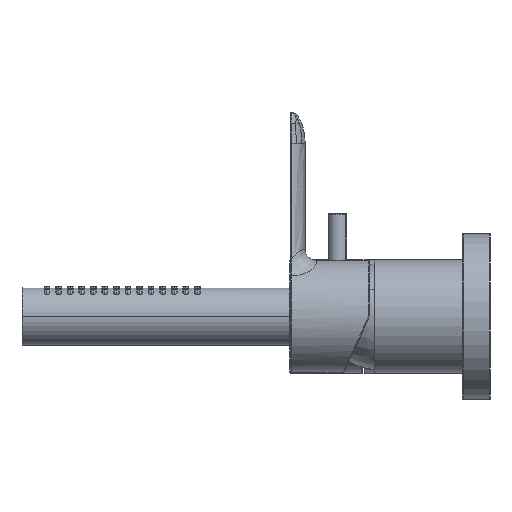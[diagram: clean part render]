
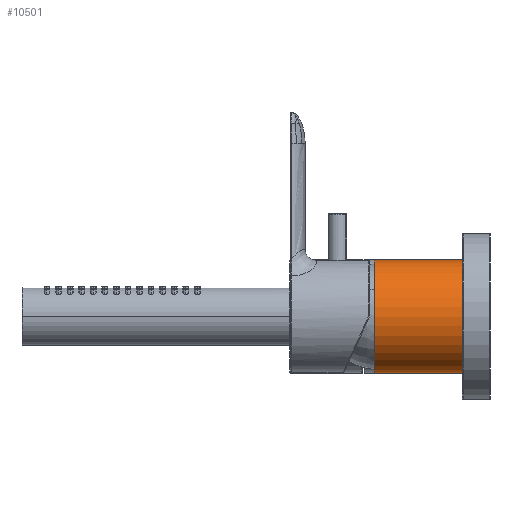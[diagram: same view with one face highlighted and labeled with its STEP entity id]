
A CAD part, left-side view. The second image highlights one B-rep face of the part: STEP entity #10501.
In plain terms, the highlighted cylindrical face has radius 24.5 mm (diameter 49 mm), a partial arc.
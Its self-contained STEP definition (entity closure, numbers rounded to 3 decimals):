
#622 = ORIENTED_EDGE ( 'NONE', *, *, #12283, .F. ) ;
#1034 = AXIS2_PLACEMENT_3D ( 'NONE', #11025, #5153, #12026 ) ;
#1705 = CARTESIAN_POINT ( 'NONE',  ( -180., 2.269, 0. ) ) ;
#2038 = ORIENTED_EDGE ( 'NONE', *, *, #3341, .T. ) ;
#2663 = DIRECTION ( 'NONE',  ( -1., 0., 0. ) ) ;
#3047 = CIRCLE ( 'NONE', #12652, 24.5 ) ;
#3341 = EDGE_CURVE ( 'NONE', #12653, #11901, #9104, .T. ) ;
#4000 = CYLINDRICAL_SURFACE ( 'NONE', #7326, 24.5 ) ;
#4258 = FACE_OUTER_BOUND ( 'NONE', #7897, .T. ) ;
#5153 = DIRECTION ( 'NONE',  ( 0., -1., 0. ) ) ;
#5261 = CIRCLE ( 'NONE', #1034, 24.5 ) ;
#5688 = DIRECTION ( 'NONE',  ( 0., 0., 1. ) ) ;
#5852 = CARTESIAN_POINT ( 'NONE',  ( -180., 26.019, -24.5 ) ) ;
#5966 = EDGE_CURVE ( 'NONE', #8203, #11901, #3047, .T. ) ;
#5996 = DIRECTION ( 'NONE',  ( 0., -1., 0. ) ) ;
#6690 = DIRECTION ( 'NONE',  ( 0., -1., 0. ) ) ;
#6946 = CARTESIAN_POINT ( 'NONE',  ( -180., 26.019, 24.5 ) ) ;
#7326 = AXIS2_PLACEMENT_3D ( 'NONE', #7666, #6690, #5688 ) ;
#7394 = VERTEX_POINT ( 'NONE', #9564 ) ;
#7408 = CARTESIAN_POINT ( 'NONE',  ( -180., 2.269, -24.5 ) ) ;
#7666 = CARTESIAN_POINT ( 'NONE',  ( -180., 26.019, 0. ) ) ;
#7897 = EDGE_LOOP ( 'NONE', ( #8248, #2038, #8027, #622 ) ) ;
#8027 = ORIENTED_EDGE ( 'NONE', *, *, #5966, .F. ) ;
#8203 = VERTEX_POINT ( 'NONE', #8974 ) ;
#8248 = ORIENTED_EDGE ( 'NONE', *, *, #12362, .T. ) ;
#8607 = DIRECTION ( 'NONE',  ( 0., -1., 0. ) ) ;
#8974 = CARTESIAN_POINT ( 'NONE',  ( -180., 2.269, 24.5 ) ) ;
#9077 = VECTOR ( 'NONE', #12713, 1000. ) ;
#9104 = LINE ( 'NONE', #5852, #9077 ) ;
#9276 = VECTOR ( 'NONE', #5996, 1000. ) ;
#9564 = CARTESIAN_POINT ( 'NONE',  ( -180., 49.769, 24.5 ) ) ;
#9626 = LINE ( 'NONE', #6946, #9276 ) ;
#9925 = CARTESIAN_POINT ( 'NONE',  ( -180., 49.769, -24.5 ) ) ;
#10501 = ADVANCED_FACE ( 'NONE', ( #4258 ), #4000, .T. ) ;
#11025 = CARTESIAN_POINT ( 'NONE',  ( -180., 49.769, 0. ) ) ;
#11901 = VERTEX_POINT ( 'NONE', #7408 ) ;
#12026 = DIRECTION ( 'NONE',  ( -1., 0., 0. ) ) ;
#12283 = EDGE_CURVE ( 'NONE', #7394, #8203, #9626, .T. ) ;
#12362 = EDGE_CURVE ( 'NONE', #7394, #12653, #5261, .T. ) ;
#12652 = AXIS2_PLACEMENT_3D ( 'NONE', #1705, #8607, #2663 ) ;
#12653 = VERTEX_POINT ( 'NONE', #9925 ) ;
#12713 = DIRECTION ( 'NONE',  ( 0., -1., 0. ) ) ;
